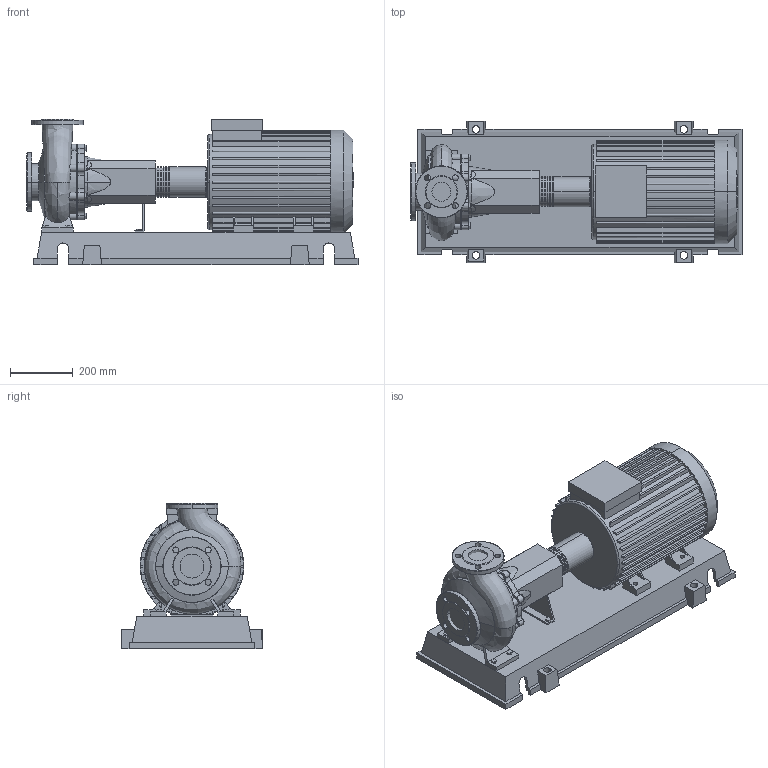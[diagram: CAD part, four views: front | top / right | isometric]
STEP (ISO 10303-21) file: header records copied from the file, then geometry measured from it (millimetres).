
FILE_DESCRIPTION((''),'2;1');
FILE_NAME('3d_NL50_200-18.5-2-05-4109088.stp','2015-03-03T07:44:03',(''),(''),'Mechanical Desktop 2009','Mechanical Desktop 2009',', , ');
FILE_SCHEMA(('CONFIG_CONTROL_DESIGN'));
Length unit declared in the file: millimetre
Products named in the file (1): Product
Bounding box: 1055 x 450 x 463 mm (x, y, z)
Volume: 57834482.2 mm3; surface area: 3067804.8 mm2
Topology: 11 solids, 11 shells, 813 faces, 2144 edges, 1411 vertices
Faces by surface type: plane 424, bspline 192, cylinder 183, cone 8, torus 6
Entity records: 29843 total; most frequent: CARTESIAN_POINT 9771, ORIENTED_EDGE 4290, DIRECTION 3943, EDGE_CURVE 2145, VERTEX_POINT 1408, VECTOR 1371, LINE 1371, AXIS2_PLACEMENT_3D 1286
